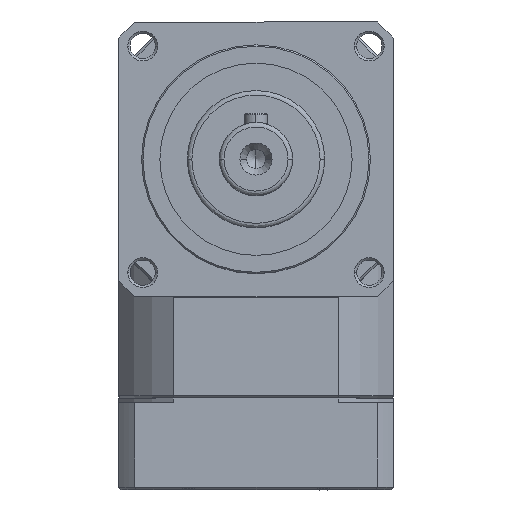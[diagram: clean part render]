
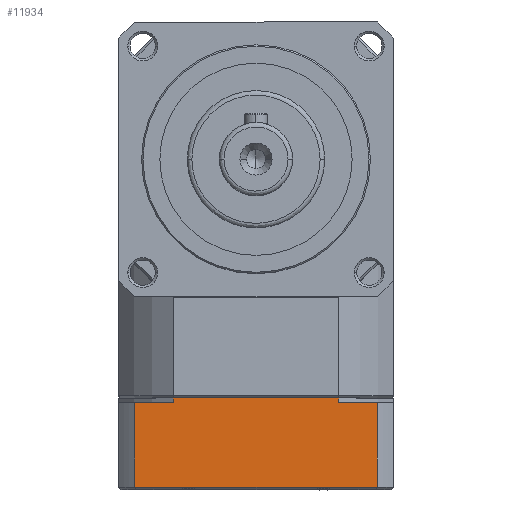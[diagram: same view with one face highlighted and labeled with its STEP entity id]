
A CAD part, top view. The second image highlights one B-rep face of the part: STEP entity #11934.
In plain terms, the highlighted face is planar.
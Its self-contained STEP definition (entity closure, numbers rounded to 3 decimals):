
#423 = CARTESIAN_POINT ( 'NONE',  ( 30., 30., 0. ) ) ;
#664 = CARTESIAN_POINT ( 'NONE',  ( -18.028, 30., 0. ) ) ;
#900 = AXIS2_PLACEMENT_3D ( 'NONE', #10024, #23869, #12122 ) ;
#1341 = CARTESIAN_POINT ( 'NONE',  ( 18.028, 30., 0. ) ) ;
#1342 = CARTESIAN_POINT ( 'NONE',  ( 30., 30., 1. ) ) ;
#1670 = PLANE ( 'NONE',  #900 ) ;
#1936 = CARTESIAN_POINT ( 'NONE',  ( 26.458, 30., 0. ) ) ;
#2237 = ORIENTED_EDGE ( 'NONE', *, *, #25713, .F. ) ;
#2272 = VERTEX_POINT ( 'NONE', #25277 ) ;
#2387 = VECTOR ( 'NONE', #3431, 1000. ) ;
#2475 = ORIENTED_EDGE ( 'NONE', *, *, #9200, .T. ) ;
#3180 = LINE ( 'NONE', #13169, #23933 ) ;
#3248 = LINE ( 'NONE', #1342, #8777 ) ;
#3431 = DIRECTION ( 'NONE',  ( 0., 0., 1. ) ) ;
#4932 = DIRECTION ( 'NONE',  ( -1., 0., 0. ) ) ;
#6146 = VERTEX_POINT ( 'NONE', #20247 ) ;
#6419 = DIRECTION ( 'NONE',  ( -1., 0., 0. ) ) ;
#7372 = EDGE_CURVE ( 'NONE', #10634, #19089, #12809, .T. ) ;
#8777 = VECTOR ( 'NONE', #13776, 1000. ) ;
#8948 = LINE ( 'NONE', #20593, #14432 ) ;
#9200 = EDGE_CURVE ( 'NONE', #25933, #6146, #23124, .T. ) ;
#9240 = EDGE_CURVE ( 'NONE', #10634, #16148, #10061, .T. ) ;
#9355 = FACE_OUTER_BOUND ( 'NONE', #20372, .T. ) ;
#10005 = CARTESIAN_POINT ( 'NONE',  ( -26.458, 30., 0. ) ) ;
#10024 = CARTESIAN_POINT ( 'NONE',  ( 30., 30., 0. ) ) ;
#10061 = LINE ( 'NONE', #423, #20758 ) ;
#10306 = EDGE_CURVE ( 'NONE', #2272, #25356, #8948, .T. ) ;
#10634 = VERTEX_POINT ( 'NONE', #19581 ) ;
#11343 = EDGE_CURVE ( 'NONE', #6146, #19089, #3248, .T. ) ;
#11934 = ADVANCED_FACE ( 'NONE', ( #9355 ), #1670, .T. ) ;
#12122 = DIRECTION ( 'NONE',  ( -1., 0., 0. ) ) ;
#12809 = LINE ( 'NONE', #1341, #2387 ) ;
#13059 = CARTESIAN_POINT ( 'NONE',  ( 18.028, 30., 1. ) ) ;
#13169 = CARTESIAN_POINT ( 'NONE',  ( -18.028, 30., 0. ) ) ;
#13420 = ORIENTED_EDGE ( 'NONE', *, *, #18471, .F. ) ;
#13776 = DIRECTION ( 'NONE',  ( -1., 0., 0. ) ) ;
#13781 = VERTEX_POINT ( 'NONE', #15448 ) ;
#14246 = DIRECTION ( 'NONE',  ( 0., 0., -1. ) ) ;
#14371 = ORIENTED_EDGE ( 'NONE', *, *, #9240, .T. ) ;
#14432 = VECTOR ( 'NONE', #6419, 1000. ) ;
#15448 = CARTESIAN_POINT ( 'NONE',  ( -26.458, 30., 19.5 ) ) ;
#15727 = LINE ( 'NONE', #19219, #20915 ) ;
#16148 = VERTEX_POINT ( 'NONE', #664 ) ;
#16241 = ORIENTED_EDGE ( 'NONE', *, *, #10306, .T. ) ;
#18471 = EDGE_CURVE ( 'NONE', #2272, #16148, #3180, .T. ) ;
#19089 = VERTEX_POINT ( 'NONE', #13059 ) ;
#19135 = CARTESIAN_POINT ( 'NONE',  ( 26.458, 30., 19.5 ) ) ;
#19219 = CARTESIAN_POINT ( 'NONE',  ( 15., 30., 19.5 ) ) ;
#19471 = LINE ( 'NONE', #10005, #24443 ) ;
#19581 = CARTESIAN_POINT ( 'NONE',  ( 18.028, 30., 0. ) ) ;
#19610 = ORIENTED_EDGE ( 'NONE', *, *, #11343, .T. ) ;
#20247 = CARTESIAN_POINT ( 'NONE',  ( 26.458, 30., 1. ) ) ;
#20372 = EDGE_LOOP ( 'NONE', ( #16241, #2237, #20414, #2475, #19610, #21153, #14371, #13420 ) ) ;
#20414 = ORIENTED_EDGE ( 'NONE', *, *, #25974, .F. ) ;
#20419 = CARTESIAN_POINT ( 'NONE',  ( -26.458, 30., 1. ) ) ;
#20593 = CARTESIAN_POINT ( 'NONE',  ( 30., 30., 1. ) ) ;
#20758 = VECTOR ( 'NONE', #22274, 1000. ) ;
#20915 = VECTOR ( 'NONE', #4932, 1000. ) ;
#21153 = ORIENTED_EDGE ( 'NONE', *, *, #7372, .F. ) ;
#22274 = DIRECTION ( 'NONE',  ( -1., 0., 0. ) ) ;
#22540 = VECTOR ( 'NONE', #25891, 1000. ) ;
#23124 = LINE ( 'NONE', #1936, #22540 ) ;
#23869 = DIRECTION ( 'NONE',  ( 0., 1., 0. ) ) ;
#23933 = VECTOR ( 'NONE', #24796, 1000. ) ;
#24443 = VECTOR ( 'NONE', #14246, 1000. ) ;
#24796 = DIRECTION ( 'NONE',  ( 0., 0., -1. ) ) ;
#25277 = CARTESIAN_POINT ( 'NONE',  ( -18.028, 30., 1. ) ) ;
#25356 = VERTEX_POINT ( 'NONE', #20419 ) ;
#25713 = EDGE_CURVE ( 'NONE', #13781, #25356, #19471, .T. ) ;
#25891 = DIRECTION ( 'NONE',  ( 0., 0., -1. ) ) ;
#25933 = VERTEX_POINT ( 'NONE', #19135 ) ;
#25974 = EDGE_CURVE ( 'NONE', #25933, #13781, #15727, .T. ) ;
